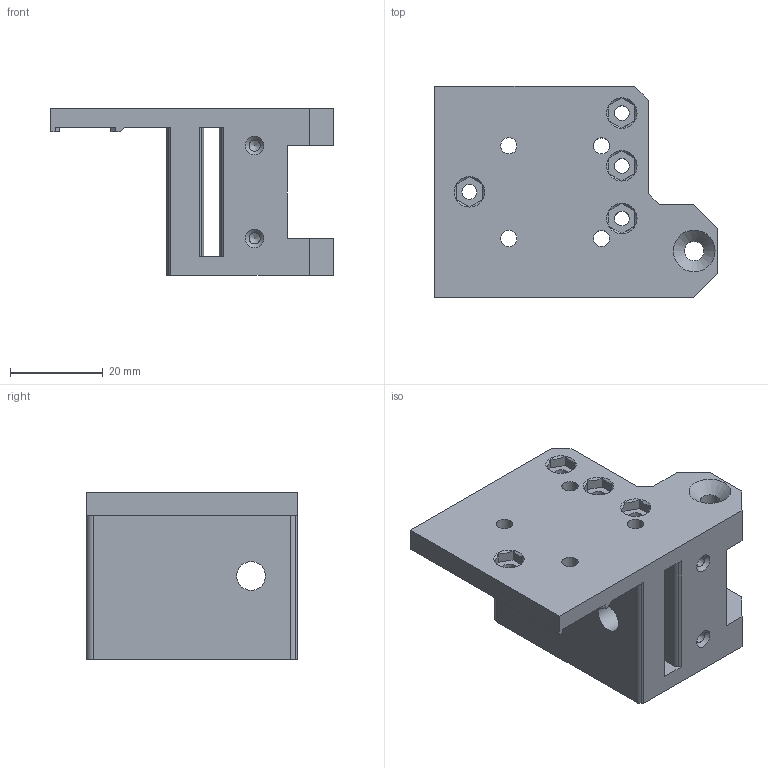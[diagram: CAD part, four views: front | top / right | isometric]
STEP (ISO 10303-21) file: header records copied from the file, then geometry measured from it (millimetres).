
FILE_DESCRIPTION(/* description */ (''),/* implementation_level */ '2;1');
FILE_NAME(/* name */ 'V05-01-01-01-01 - Y axis carriage base v2.step',/* time_stamp */ '2021-07-12T22:06:04+03:00',/* author */ (''),/* organization */ (''),/* preprocessor_version */ 'ST-DEVELOPER v18.1',/* originating_system */ 'Autodesk Translation Framework v10.9.0.1377',/* authorisation */ '');
FILE_SCHEMA (('AUTOMOTIVE_DESIGN { 1 0 10303 214 3 1 1 }'));
Length unit declared in the file: millimetre
Products named in the file (1): V05-01-01-01-01 - Y axis carriage base
Bounding box: 61 x 45.51 x 36 mm (x, y, z)
Volume: 29238.1 mm3; surface area: 13308.9 mm2
Topology: 1 solids, 1 shells, 150 faces, 392 edges, 242 vertices
Faces by surface type: plane 79, cone 40, cylinder 31
Full cylindrical faces by diameter (mm): 2.4 x2, 3.2 x7, 3.5 x6, 4.2 x2, 6.2 x2, 11.5 x1
Entity records: 6598 total; most frequent: CARTESIAN_POINT 2817, ORIENTED_EDGE 780, DIRECTION 771, EDGE_CURVE 390, AXIS2_PLACEMENT_3D 269, VERTEX_POINT 242, LINE 233, VECTOR 233
